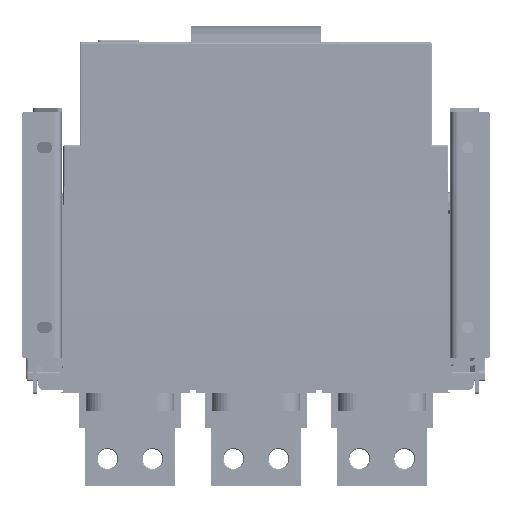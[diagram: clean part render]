
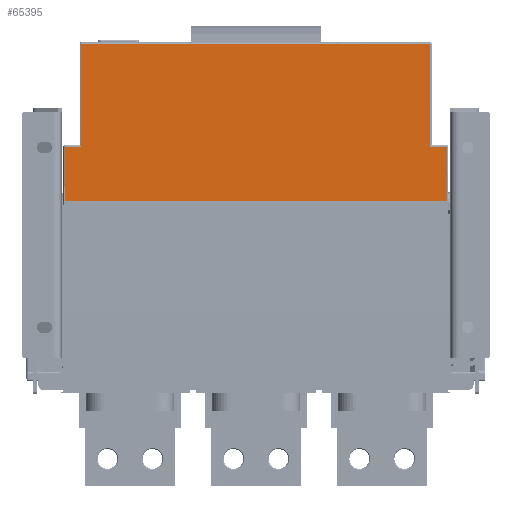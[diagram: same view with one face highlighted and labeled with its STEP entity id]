
A CAD part, front view. The second image highlights one B-rep face of the part: STEP entity #65395.
In plain terms, the highlighted planar face has unit normal (0, -1, 0).
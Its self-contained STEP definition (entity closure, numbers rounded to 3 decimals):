
#53767=PLANE('',#173468);
#59010=FACE_OUTER_BOUND('',#98056,.T.);
#65395=ADVANCED_FACE('',(#59010),#53767,.F.);
#77421=LINE('',#234755,#87687);
#77441=LINE('',#234806,#87707);
#77442=LINE('',#234809,#87708);
#77443=LINE('',#234811,#87709);
#77444=LINE('',#234813,#87710);
#77445=LINE('',#234815,#87711);
#77446=LINE('',#234817,#87712);
#77447=LINE('',#234818,#87713);
#87687=VECTOR('',#198368,1.);
#87707=VECTOR('',#198424,1.);
#87708=VECTOR('',#198425,1.);
#87709=VECTOR('',#198426,1.);
#87710=VECTOR('',#198427,1.);
#87711=VECTOR('',#198428,1.);
#87712=VECTOR('',#198429,1.);
#87713=VECTOR('',#198430,1.);
#98056=EDGE_LOOP('',(#119863,#119864,#119865,#119866,#119867,#119868,#119869,
#119870));
#119863=ORIENTED_EDGE('',*,*,#155045,.T.);
#119864=ORIENTED_EDGE('',*,*,#155046,.T.);
#119865=ORIENTED_EDGE('',*,*,#155047,.F.);
#119866=ORIENTED_EDGE('',*,*,#155048,.T.);
#119867=ORIENTED_EDGE('',*,*,#155049,.T.);
#119868=ORIENTED_EDGE('',*,*,#155050,.T.);
#119869=ORIENTED_EDGE('',*,*,#155018,.T.);
#119870=ORIENTED_EDGE('',*,*,#155051,.T.);
#141277=VERTEX_POINT('',#234754);
#141278=VERTEX_POINT('',#234756);
#141291=VERTEX_POINT('',#234807);
#141292=VERTEX_POINT('',#234808);
#141293=VERTEX_POINT('',#234810);
#141294=VERTEX_POINT('',#234812);
#141295=VERTEX_POINT('',#234814);
#141296=VERTEX_POINT('',#234816);
#155018=EDGE_CURVE('',#141278,#141277,#77421,.T.);
#155045=EDGE_CURVE('',#141291,#141292,#77441,.T.);
#155046=EDGE_CURVE('',#141292,#141293,#77442,.T.);
#155047=EDGE_CURVE('',#141294,#141293,#77443,.T.);
#155048=EDGE_CURVE('',#141294,#141295,#77444,.T.);
#155049=EDGE_CURVE('',#141295,#141296,#77445,.T.);
#155050=EDGE_CURVE('',#141296,#141278,#77446,.T.);
#155051=EDGE_CURVE('',#141277,#141291,#77447,.T.);
#173468=AXIS2_PLACEMENT_3D('',#234819,#198431,#198432);
#198368=DIRECTION('',(-1.,0.,0.));
#198424=DIRECTION('',(-1.,0.,0.));
#198425=DIRECTION('',(0.,0.,-1.));
#198426=DIRECTION('',(-1.,0.,0.));
#198427=DIRECTION('',(0.,0.,1.));
#198428=DIRECTION('',(-1.,0.,0.));
#198429=DIRECTION('',(0.,0.,1.));
#198430=DIRECTION('',(0.,0.,-1.));
#198431=DIRECTION('',(0.,1.,0.));
#198432=DIRECTION('',(0.,0.,1.));
#234754=CARTESIAN_POINT('',(78.,-196.397,233.303));
#234755=CARTESIAN_POINT('',(70.,-196.397,233.303));
#234756=CARTESIAN_POINT('',(272.,-196.397,233.303));
#234806=CARTESIAN_POINT('',(70.,-196.397,176.303));
#234807=CARTESIAN_POINT('',(78.,-196.397,176.303));
#234808=CARTESIAN_POINT('',(69.,-196.397,176.303));
#234809=CARTESIAN_POINT('',(69.,-196.397,146.303));
#234810=CARTESIAN_POINT('',(69.,-196.397,146.303));
#234811=CARTESIAN_POINT('',(0.,-196.397,146.303));
#234812=CARTESIAN_POINT('',(281.,-196.397,146.303));
#234813=CARTESIAN_POINT('',(281.,-196.397,146.303));
#234814=CARTESIAN_POINT('',(281.,-196.397,176.303));
#234815=CARTESIAN_POINT('',(70.,-196.397,176.303));
#234816=CARTESIAN_POINT('',(272.,-196.397,176.303));
#234817=CARTESIAN_POINT('',(272.,-196.397,146.303));
#234818=CARTESIAN_POINT('',(78.,-196.397,146.303));
#234819=CARTESIAN_POINT('',(70.,-196.397,146.303));
